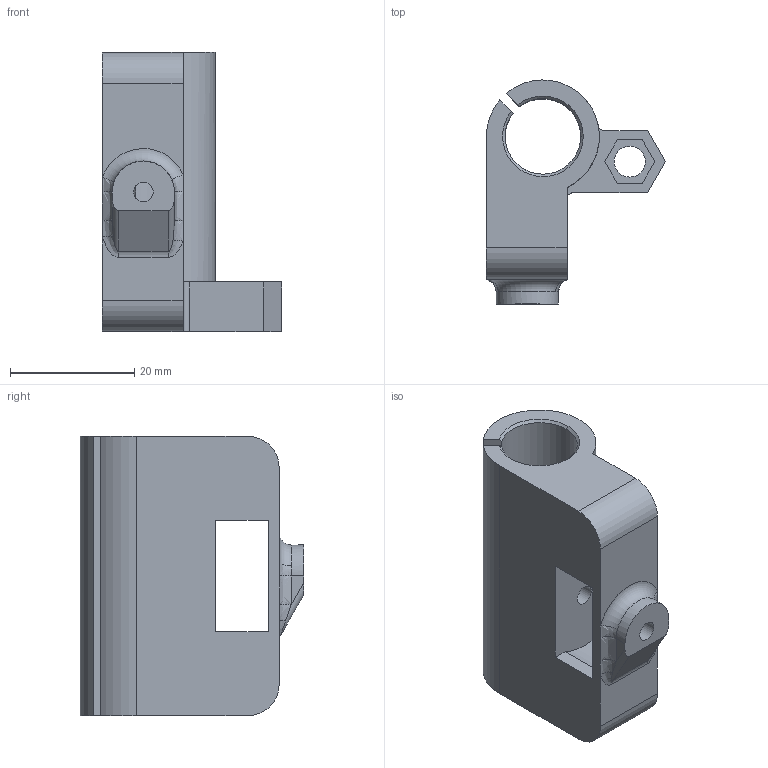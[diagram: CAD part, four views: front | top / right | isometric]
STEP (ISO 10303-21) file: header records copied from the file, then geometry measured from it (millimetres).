
FILE_DESCRIPTION(('FreeCAD Model'),'2;1');
FILE_NAME('CarroIzq.step', '2016-12-25T20:25:44',('DiegoLale'),('Lalebots'), 'Open CASCADE STEP processor 6.8','FreeCAD','Unknown');
FILE_SCHEMA(('AUTOMOTIVE_DESIGN_CC2 { 1 2 10303 214 -1 1 5 4 }'));
Length unit declared in the file: millimetre
Products named in the file (2): ASSEMBLY; Chamfer
Assembly tree (1 placements, depth 2):
  ASSEMBLY
    Chamfer
Bounding box: 28.87 x 36.1 x 45 mm (x, y, z)
Volume: 13191.8 mm3; surface area: 8044.7 mm2
Topology: 1 solids, 1 shells, 76 faces, 215 edges, 145 vertices
Faces by surface type: plane 45, cylinder 18, bspline 8, cone 4, torus 1
Full cylindrical faces by diameter (mm): 3.2 x2, 5 x1
Entity records: 6266 total; most frequent: CARTESIAN_POINT 2143, DIRECTION 707, LINE 454, VECTOR 454, ORIENTED_EDGE 430, PCURVE 430, DEFINITIONAL_REPRESENTATION 430, EDGE_CURVE 215
